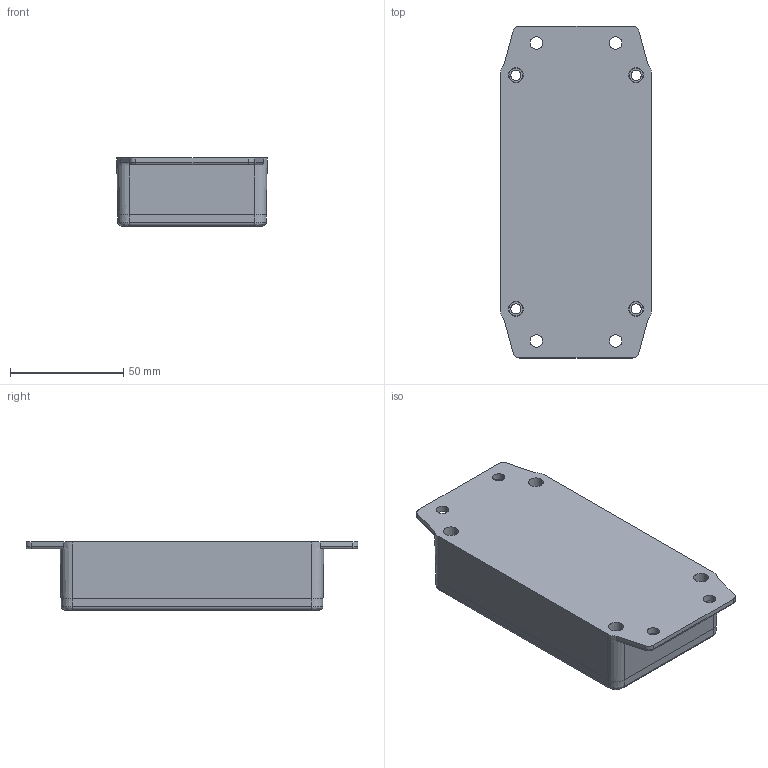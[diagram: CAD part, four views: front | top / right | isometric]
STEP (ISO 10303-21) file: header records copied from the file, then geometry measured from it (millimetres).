
FILE_DESCRIPTION (( 'STEP AP214' ), '1' );
FILE_NAME ('G106MF.STEP', '2010-12-17T08:49:15', ( 'NEF User' ), ( 'NEF User' ), 'SwSTEP 2.0', 'SolidWorks 2010', '' );
FILE_SCHEMA (( 'AUTOMOTIVE_DESIGN' ));
Length unit declared in the file: millimetre
Products named in the file (3): G106-BASE; G106MF; G106-COVER
Assembly tree (2 placements, depth 2):
  G106MF
    G106-COVER
    G106-BASE
Bounding box: 66.37 x 146.37 x 30 mm (x, y, z)
Volume: 85651 mm3; surface area: 58531.3 mm2
Topology: 2 solids, 2 shells, 395 faces, 1004 edges, 632 vertices
Faces by surface type: plane 151, cylinder 150, cone 40, bspline 30, torus 18, sphere 6
Entity records: 14966 total; most frequent: CARTESIAN_POINT 5345, DIRECTION 2026, ORIENTED_EDGE 2004, EDGE_CURVE 1002, AXIS2_PLACEMENT_3D 755, VERTEX_POINT 632, VECTOR 516, LINE 516
